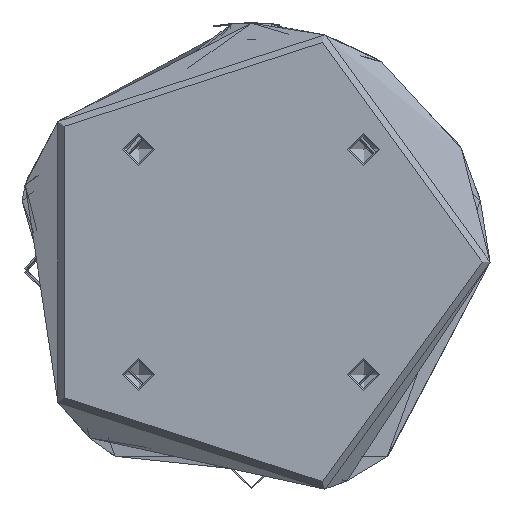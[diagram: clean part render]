
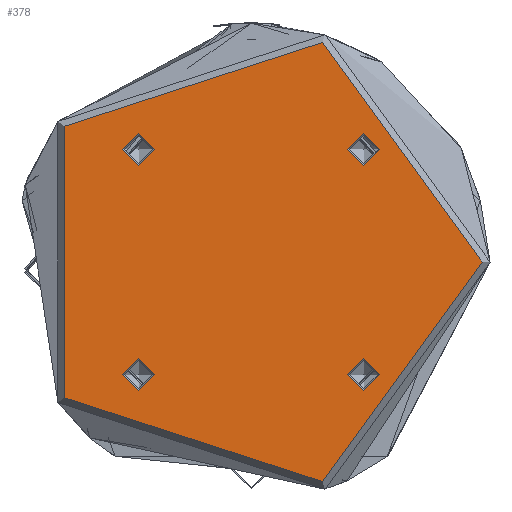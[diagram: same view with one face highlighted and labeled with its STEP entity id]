
A CAD part, front view. The second image highlights one B-rep face of the part: STEP entity #378.
In plain terms, the highlighted face is planar.
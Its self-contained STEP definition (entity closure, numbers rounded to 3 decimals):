
#1 = DIRECTION ( 'NONE',  ( 1., 0., 0. ) ) ;
#70 = DIRECTION ( 'NONE',  ( 0., 0., 1. ) ) ;
#190 = EDGE_CURVE ( 'NONE', #2265, #2265, #4715, .T. ) ;
#265 = VERTEX_POINT ( 'NONE', #4377 ) ;
#289 = DIRECTION ( 'NONE',  ( 1., 0., 0. ) ) ;
#309 = CARTESIAN_POINT ( 'NONE',  ( 35.355, -35.355, 0. ) ) ;
#378 = ADVANCED_FACE ( 'NONE', ( #904, #894, #3711, #833, #826 ), #1450, .F. ) ;
#530 = CARTESIAN_POINT ( 'NONE',  ( 40.38, -35.355, 0. ) ) ;
#737 = DIRECTION ( 'NONE',  ( 1., 0., 0. ) ) ;
#826 = FACE_OUTER_BOUND ( 'NONE', #3268, .T. ) ;
#833 = FACE_BOUND ( 'NONE', #2317, .T. ) ;
#834 = AXIS2_PLACEMENT_3D ( 'NONE', #5077, #70, #5146 ) ;
#872 = DIRECTION ( 'NONE',  ( 0., 0., 1. ) ) ;
#894 = FACE_BOUND ( 'NONE', #5465, .T. ) ;
#904 = FACE_BOUND ( 'NONE', #3342, .T. ) ;
#909 = EDGE_CURVE ( 'NONE', #265, #265, #4396, .T. ) ;
#928 = ORIENTED_EDGE ( 'NONE', *, *, #4501, .T. ) ;
#1002 = VERTEX_POINT ( 'NONE', #3117 ) ;
#1171 = CIRCLE ( 'NONE', #4053, 5.025 ) ;
#1351 = EDGE_CURVE ( 'NONE', #2014, #2014, #3507, .T. ) ;
#1450 = PLANE ( 'NONE',  #4826 ) ;
#1475 = CIRCLE ( 'NONE', #5206, 72.5 ) ;
#1676 = VERTEX_POINT ( 'NONE', #530 ) ;
#1933 = ORIENTED_EDGE ( 'NONE', *, *, #2228, .F. ) ;
#1950 = DIRECTION ( 'NONE',  ( 0., 0., -1. ) ) ;
#2014 = VERTEX_POINT ( 'NONE', #2234 ) ;
#2228 = EDGE_CURVE ( 'NONE', #1676, #1676, #1171, .T. ) ;
#2234 = CARTESIAN_POINT ( 'NONE',  ( -30.33, -35.355, 0. ) ) ;
#2265 = VERTEX_POINT ( 'NONE', #2654 ) ;
#2302 = DIRECTION ( 'NONE',  ( 0., 0., 1. ) ) ;
#2317 = EDGE_LOOP ( 'NONE', ( #2900 ) ) ;
#2576 = DIRECTION ( 'NONE',  ( 0., 0., 1. ) ) ;
#2611 = ORIENTED_EDGE ( 'NONE', *, *, #190, .F. ) ;
#2654 = CARTESIAN_POINT ( 'NONE',  ( -30.33, 35.355, 0. ) ) ;
#2770 = CARTESIAN_POINT ( 'NONE',  ( 0., 0., 0. ) ) ;
#2900 = ORIENTED_EDGE ( 'NONE', *, *, #1351, .F. ) ;
#3117 = CARTESIAN_POINT ( 'NONE',  ( 72.5, 0., 0. ) ) ;
#3268 = EDGE_LOOP ( 'NONE', ( #928 ) ) ;
#3301 = DIRECTION ( 'NONE',  ( 0., 0., 1. ) ) ;
#3342 = EDGE_LOOP ( 'NONE', ( #2611 ) ) ;
#3431 = CARTESIAN_POINT ( 'NONE',  ( 0., 0., 0. ) ) ;
#3507 = CIRCLE ( 'NONE', #834, 5.025 ) ;
#3634 = AXIS2_PLACEMENT_3D ( 'NONE', #5143, #2576, #1 ) ;
#3711 = FACE_BOUND ( 'NONE', #4469, .T. ) ;
#4053 = AXIS2_PLACEMENT_3D ( 'NONE', #309, #3301, #737 ) ;
#4364 = AXIS2_PLACEMENT_3D ( 'NONE', #4869, #2302, #5306 ) ;
#4377 = CARTESIAN_POINT ( 'NONE',  ( 40.38, 35.355, 0. ) ) ;
#4396 = CIRCLE ( 'NONE', #3634, 5.025 ) ;
#4415 = ORIENTED_EDGE ( 'NONE', *, *, #909, .F. ) ;
#4469 = EDGE_LOOP ( 'NONE', ( #1933 ) ) ;
#4501 = EDGE_CURVE ( 'NONE', #1002, #1002, #1475, .T. ) ;
#4715 = CIRCLE ( 'NONE', #4364, 5.025 ) ;
#4826 = AXIS2_PLACEMENT_3D ( 'NONE', #2770, #1950, #4931 ) ;
#4869 = CARTESIAN_POINT ( 'NONE',  ( -35.355, 35.355, 0. ) ) ;
#4931 = DIRECTION ( 'NONE',  ( -1., 0., 0. ) ) ;
#5077 = CARTESIAN_POINT ( 'NONE',  ( -35.355, -35.355, 0. ) ) ;
#5143 = CARTESIAN_POINT ( 'NONE',  ( 35.355, 35.355, 0. ) ) ;
#5146 = DIRECTION ( 'NONE',  ( 1., 0., 0. ) ) ;
#5206 = AXIS2_PLACEMENT_3D ( 'NONE', #3431, #872, #289 ) ;
#5306 = DIRECTION ( 'NONE',  ( 1., 0., 0. ) ) ;
#5465 = EDGE_LOOP ( 'NONE', ( #4415 ) ) ;
